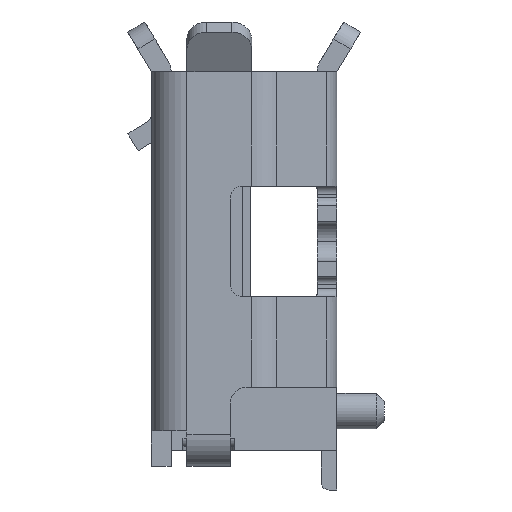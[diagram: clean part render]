
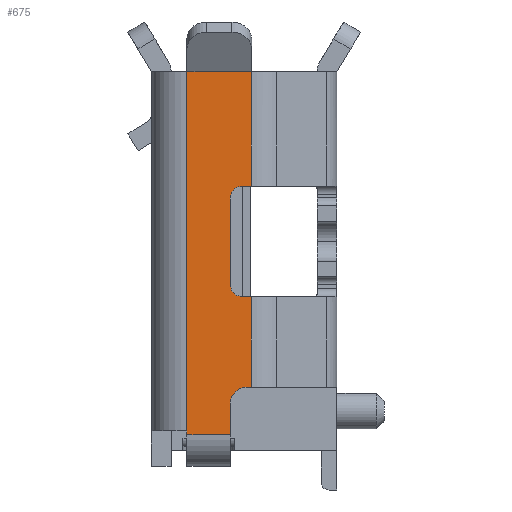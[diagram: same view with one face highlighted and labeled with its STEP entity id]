
A CAD part, left-side view. The second image highlights one B-rep face of the part: STEP entity #675.
In plain terms, the highlighted planar face has unit normal (-1, 0, 0).
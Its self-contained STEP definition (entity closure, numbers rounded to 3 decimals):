
#86 = LINE ( 'NONE', #6139, #4885 ) ;
#124 = CARTESIAN_POINT ( 'NONE',  ( -3.7, 0.95, -1.6 ) ) ;
#347 = LINE ( 'NONE', #2674, #8128 ) ;
#397 = ORIENTED_EDGE ( 'NONE', *, *, #7129, .F. ) ;
#432 = CARTESIAN_POINT ( 'NONE',  ( -3.7, 0.95, -1.45 ) ) ;
#483 = CARTESIAN_POINT ( 'NONE',  ( -3.7, 0.9, -4. ) ) ;
#492 = DIRECTION ( 'NONE',  ( 0., 0., 1. ) ) ;
#597 = CARTESIAN_POINT ( 'NONE',  ( -3.7, 1.65, -4.55 ) ) ;
#613 = AXIS2_PLACEMENT_3D ( 'NONE', #3282, #3984, #1553 ) ;
#673 = EDGE_CURVE ( 'NONE', #10317, #812, #8553, .T. ) ;
#675 = ADVANCED_FACE ( 'NONE', ( #3790 ), #7696, .T. ) ;
#748 = VECTOR ( 'NONE', #795, 1000. ) ;
#763 = CARTESIAN_POINT ( 'NONE',  ( -3.7, 0.95, -2.85 ) ) ;
#789 = ORIENTED_EDGE ( 'NONE', *, *, #3438, .F. ) ;
#791 = VERTEX_POINT ( 'NONE', #9160 ) ;
#792 = ORIENTED_EDGE ( 'NONE', *, *, #8778, .T. ) ;
#795 = DIRECTION ( 'NONE',  ( 0., 1., 0. ) ) ;
#812 = VERTEX_POINT ( 'NONE', #1510 ) ;
#867 = VECTOR ( 'NONE', #6205, 1000. ) ;
#900 = LINE ( 'NONE', #7548, #4437 ) ;
#930 = DIRECTION ( 'NONE',  ( 1., 0., 0. ) ) ;
#962 = LINE ( 'NONE', #3551, #2605 ) ;
#1003 = DIRECTION ( 'NONE',  ( 0., 0., -1. ) ) ;
#1510 = CARTESIAN_POINT ( 'NONE',  ( -3.7, 1.1, -2.7 ) ) ;
#1553 = DIRECTION ( 'NONE',  ( 0., -1., 0. ) ) ;
#1591 = VECTOR ( 'NONE', #2386, 1000. ) ;
#1745 = DIRECTION ( 'NONE',  ( 0., -1., 0. ) ) ;
#2077 = CARTESIAN_POINT ( 'NONE',  ( -3.7, 1.65, -5. ) ) ;
#2203 = LINE ( 'NONE', #5823, #10135 ) ;
#2211 = ORIENTED_EDGE ( 'NONE', *, *, #7979, .T. ) ;
#2386 = DIRECTION ( 'NONE',  ( 0., 0., 1. ) ) ;
#2491 = DIRECTION ( 'NONE',  ( 0., -1., 0. ) ) ;
#2592 = VECTOR ( 'NONE', #10209, 1000. ) ;
#2605 = VECTOR ( 'NONE', #5834, 1000. ) ;
#2674 = CARTESIAN_POINT ( 'NONE',  ( -3.7, 1.1, -4.6 ) ) ;
#2748 = DIRECTION ( 'NONE',  ( 0., 1., 0. ) ) ;
#2798 = CARTESIAN_POINT ( 'NONE',  ( -3.7, 1.1, -4.2 ) ) ;
#2900 = LINE ( 'NONE', #10431, #9673 ) ;
#2920 = ORIENTED_EDGE ( 'NONE', *, *, #3115, .F. ) ;
#3115 = EDGE_CURVE ( 'NONE', #5630, #9940, #4409, .T. ) ;
#3138 = DIRECTION ( 'NONE',  ( 0., 1., 0. ) ) ;
#3196 = ORIENTED_EDGE ( 'NONE', *, *, #8053, .F. ) ;
#3200 = CARTESIAN_POINT ( 'NONE',  ( -3.7, 1.65, -4. ) ) ;
#3282 = CARTESIAN_POINT ( 'NONE',  ( -3.7, 0.9, -4.2 ) ) ;
#3331 = VECTOR ( 'NONE', #3138, 1000. ) ;
#3413 = EDGE_CURVE ( 'NONE', #5687, #8505, #2900, .T. ) ;
#3438 = EDGE_CURVE ( 'NONE', #3903, #8868, #9420, .T. ) ;
#3536 = CARTESIAN_POINT ( 'NONE',  ( -3.7, 0.833, -4. ) ) ;
#3551 = CARTESIAN_POINT ( 'NONE',  ( -3.7, 1.1, -2.85 ) ) ;
#3790 = FACE_OUTER_BOUND ( 'NONE', #9071, .T. ) ;
#3903 = VERTEX_POINT ( 'NONE', #3536 ) ;
#3911 = VERTEX_POINT ( 'NONE', #2798 ) ;
#3984 = DIRECTION ( 'NONE',  ( -1., 0., 0. ) ) ;
#4152 = ORIENTED_EDGE ( 'NONE', *, *, #673, .T. ) ;
#4162 = CARTESIAN_POINT ( 'NONE',  ( -3.7, 0.833, -1.45 ) ) ;
#4298 = DIRECTION ( 'NONE',  ( 0., 1., 0. ) ) ;
#4383 = EDGE_CURVE ( 'NONE', #8868, #3911, #8562, .T. ) ;
#4409 = LINE ( 'NONE', #597, #867 ) ;
#4437 = VECTOR ( 'NONE', #2748, 1000. ) ;
#4602 = CARTESIAN_POINT ( 'NONE',  ( -3.7, 0.833, -5. ) ) ;
#4723 = ORIENTED_EDGE ( 'NONE', *, *, #3413, .F. ) ;
#4789 = CARTESIAN_POINT ( 'NONE',  ( -3.7, 0.833, -5. ) ) ;
#4885 = VECTOR ( 'NONE', #492, 1000. ) ;
#4936 = CARTESIAN_POINT ( 'NONE',  ( -3.7, 1.1, -1.6 ) ) ;
#5042 = CARTESIAN_POINT ( 'NONE',  ( -3.7, 1.65, -4.55 ) ) ;
#5292 = ORIENTED_EDGE ( 'NONE', *, *, #8528, .T. ) ;
#5471 = AXIS2_PLACEMENT_3D ( 'NONE', #2077, #6613, #8217 ) ;
#5561 = CARTESIAN_POINT ( 'NONE',  ( -3.7, -0.55, -2.85 ) ) ;
#5630 = VERTEX_POINT ( 'NONE', #5702 ) ;
#5687 = VERTEX_POINT ( 'NONE', #7296 ) ;
#5694 = VERTEX_POINT ( 'NONE', #4936 ) ;
#5702 = CARTESIAN_POINT ( 'NONE',  ( -3.7, 1.65, -4.6 ) ) ;
#5823 = CARTESIAN_POINT ( 'NONE',  ( -3.7, 1.1, -5. ) ) ;
#5834 = DIRECTION ( 'NONE',  ( 0., 0., 1. ) ) ;
#5873 = LINE ( 'NONE', #4789, #1591 ) ;
#5991 = ORIENTED_EDGE ( 'NONE', *, *, #4383, .F. ) ;
#6042 = EDGE_CURVE ( 'NONE', #8816, #10317, #7333, .T. ) ;
#6139 = CARTESIAN_POINT ( 'NONE',  ( -3.7, 1.65, -5. ) ) ;
#6205 = DIRECTION ( 'NONE',  ( 0., 0., 1. ) ) ;
#6352 = LINE ( 'NONE', #4602, #2592 ) ;
#6476 = ORIENTED_EDGE ( 'NONE', *, *, #6042, .T. ) ;
#6547 = ORIENTED_EDGE ( 'NONE', *, *, #8389, .T. ) ;
#6613 = DIRECTION ( 'NONE',  ( -1., 0., 0. ) ) ;
#6737 = CIRCLE ( 'NONE', #7853, 0.15 ) ;
#6953 = CARTESIAN_POINT ( 'NONE',  ( -3.7, 0.95, -2.7 ) ) ;
#7129 = EDGE_CURVE ( 'NONE', #7549, #9504, #900, .T. ) ;
#7296 = CARTESIAN_POINT ( 'NONE',  ( -3.7, 1.65, 0. ) ) ;
#7333 = LINE ( 'NONE', #5561, #3331 ) ;
#7385 = DIRECTION ( 'NONE',  ( 0., -1., 0. ) ) ;
#7403 = AXIS2_PLACEMENT_3D ( 'NONE', #6953, #10125, #7385 ) ;
#7548 = CARTESIAN_POINT ( 'NONE',  ( -3.7, -0.55, -1.45 ) ) ;
#7549 = VERTEX_POINT ( 'NONE', #4162 ) ;
#7696 = PLANE ( 'NONE',  #5471 ) ;
#7719 = ORIENTED_EDGE ( 'NONE', *, *, #8163, .F. ) ;
#7853 = AXIS2_PLACEMENT_3D ( 'NONE', #124, #930, #1745 ) ;
#7979 = EDGE_CURVE ( 'NONE', #812, #5694, #962, .T. ) ;
#8053 = EDGE_CURVE ( 'NONE', #791, #5630, #347, .T. ) ;
#8128 = VECTOR ( 'NONE', #4298, 1000. ) ;
#8163 = EDGE_CURVE ( 'NONE', #9940, #5687, #86, .T. ) ;
#8217 = DIRECTION ( 'NONE',  ( 0., -1., 0. ) ) ;
#8389 = EDGE_CURVE ( 'NONE', #3903, #8816, #5873, .T. ) ;
#8505 = VERTEX_POINT ( 'NONE', #9861 ) ;
#8528 = EDGE_CURVE ( 'NONE', #5694, #9504, #6737, .T. ) ;
#8553 = CIRCLE ( 'NONE', #7403, 0.15 ) ;
#8561 = ORIENTED_EDGE ( 'NONE', *, *, #8579, .F. ) ;
#8562 = CIRCLE ( 'NONE', #613, 0.2 ) ;
#8579 = EDGE_CURVE ( 'NONE', #3911, #791, #2203, .T. ) ;
#8778 = EDGE_CURVE ( 'NONE', #7549, #8505, #6352, .T. ) ;
#8816 = VERTEX_POINT ( 'NONE', #9266 ) ;
#8868 = VERTEX_POINT ( 'NONE', #483 ) ;
#9071 = EDGE_LOOP ( 'NONE', ( #7719, #2920, #3196, #8561, #5991, #789, #6547, #6476, #4152, #2211, #5292, #397, #792, #4723 ) ) ;
#9160 = CARTESIAN_POINT ( 'NONE',  ( -3.7, 1.1, -4.6 ) ) ;
#9266 = CARTESIAN_POINT ( 'NONE',  ( -3.7, 0.833, -2.85 ) ) ;
#9420 = LINE ( 'NONE', #3200, #748 ) ;
#9504 = VERTEX_POINT ( 'NONE', #432 ) ;
#9673 = VECTOR ( 'NONE', #2491, 1000. ) ;
#9861 = CARTESIAN_POINT ( 'NONE',  ( -3.7, 0.833, 0. ) ) ;
#9940 = VERTEX_POINT ( 'NONE', #5042 ) ;
#10125 = DIRECTION ( 'NONE',  ( 1., 0., 0. ) ) ;
#10135 = VECTOR ( 'NONE', #1003, 1000. ) ;
#10209 = DIRECTION ( 'NONE',  ( 0., 0., 1. ) ) ;
#10317 = VERTEX_POINT ( 'NONE', #763 ) ;
#10431 = CARTESIAN_POINT ( 'NONE',  ( -3.7, 1.65, 0. ) ) ;
